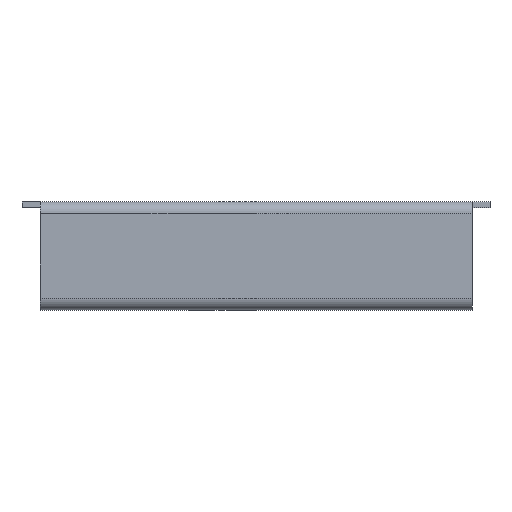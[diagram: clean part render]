
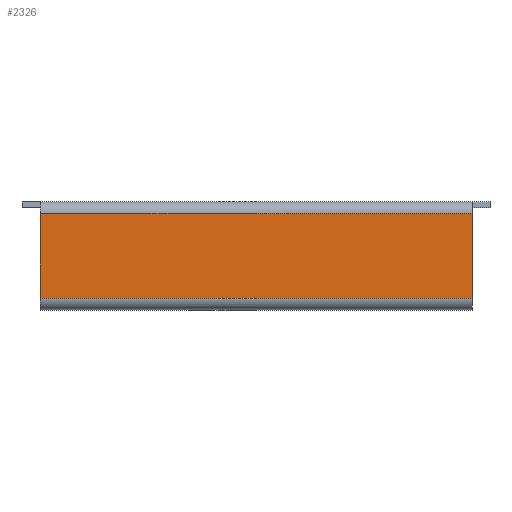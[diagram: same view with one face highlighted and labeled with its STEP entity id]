
A CAD part, top view. The second image highlights one B-rep face of the part: STEP entity #2326.
In plain terms, the highlighted planar face has unit normal (0, 0, 1).
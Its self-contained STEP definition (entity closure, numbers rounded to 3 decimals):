
#1 = VECTOR ( 'NONE', #3077, 1000. ) ;
#35 = EDGE_CURVE ( 'NONE', #3157, #2951, #1540, .T. ) ;
#68 = VECTOR ( 'NONE', #1279, 1000. ) ;
#275 = DIRECTION ( 'NONE',  ( 1., 0., 0. ) ) ;
#289 = ORIENTED_EDGE ( 'NONE', *, *, #2379, .F. ) ;
#390 = CARTESIAN_POINT ( 'NONE',  ( 250., -23.6, 30. ) ) ;
#677 = LINE ( 'NONE', #3033, #68 ) ;
#823 = ORIENTED_EDGE ( 'NONE', *, *, #35, .F. ) ;
#1198 = LINE ( 'NONE', #1476, #2128 ) ;
#1279 = DIRECTION ( 'NONE',  ( -1., 0., 0. ) ) ;
#1467 = ORIENTED_EDGE ( 'NONE', *, *, #3165, .F. ) ;
#1476 = CARTESIAN_POINT ( 'NONE',  ( -20., 23.6, 30. ) ) ;
#1510 = ORIENTED_EDGE ( 'NONE', *, *, #1528, .F. ) ;
#1528 = EDGE_CURVE ( 'NONE', #2951, #2616, #1198, .T. ) ;
#1540 = LINE ( 'NONE', #2145, #3311 ) ;
#1716 = FACE_OUTER_BOUND ( 'NONE', #2339, .T. ) ;
#2128 = VECTOR ( 'NONE', #275, 1000. ) ;
#2144 = CARTESIAN_POINT ( 'NONE',  ( 250., 23.6, 30. ) ) ;
#2145 = CARTESIAN_POINT ( 'NONE',  ( 10., 0., 30. ) ) ;
#2221 = CARTESIAN_POINT ( 'NONE',  ( 10., -23.6, 30. ) ) ;
#2326 = ADVANCED_FACE ( 'NONE', ( #1716 ), #2933, .F. ) ;
#2329 = DIRECTION ( 'NONE',  ( 0., 0., -1. ) ) ;
#2339 = EDGE_LOOP ( 'NONE', ( #289, #1467, #1510, #823 ) ) ;
#2362 = CARTESIAN_POINT ( 'NONE',  ( 10., 23.6, 30. ) ) ;
#2379 = EDGE_CURVE ( 'NONE', #3800, #3157, #677, .T. ) ;
#2616 = VERTEX_POINT ( 'NONE', #2144 ) ;
#2759 = DIRECTION ( 'NONE',  ( 0., 1., 0. ) ) ;
#2933 = PLANE ( 'NONE',  #3651 ) ;
#2951 = VERTEX_POINT ( 'NONE', #2362 ) ;
#3033 = CARTESIAN_POINT ( 'NONE',  ( -20., -23.6, 30. ) ) ;
#3077 = DIRECTION ( 'NONE',  ( 0., -1., 0. ) ) ;
#3120 = CARTESIAN_POINT ( 'NONE',  ( 250., 23.6, 30. ) ) ;
#3157 = VERTEX_POINT ( 'NONE', #2221 ) ;
#3165 = EDGE_CURVE ( 'NONE', #2616, #3800, #3749, .T. ) ;
#3311 = VECTOR ( 'NONE', #2759, 1000. ) ;
#3557 = DIRECTION ( 'NONE',  ( 0., 1., 0. ) ) ;
#3651 = AXIS2_PLACEMENT_3D ( 'NONE', #3851, #2329, #3557 ) ;
#3749 = LINE ( 'NONE', #3120, #1 ) ;
#3800 = VERTEX_POINT ( 'NONE', #390 ) ;
#3851 = CARTESIAN_POINT ( 'NONE',  ( -20., -23.6, 30. ) ) ;
